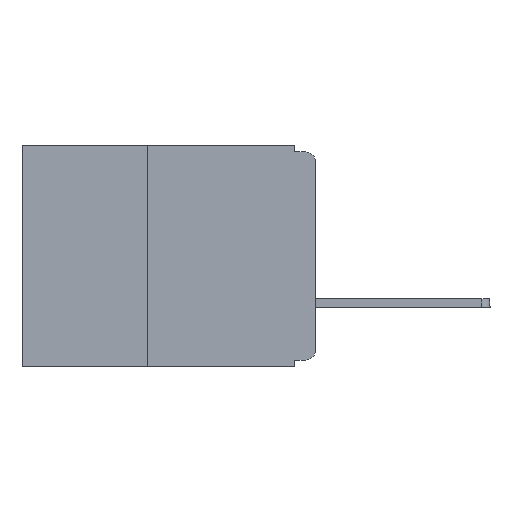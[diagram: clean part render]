
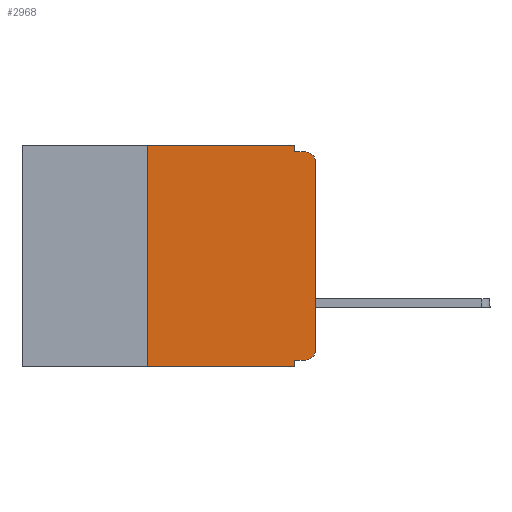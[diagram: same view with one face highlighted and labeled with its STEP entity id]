
A CAD part, left-side view. The second image highlights one B-rep face of the part: STEP entity #2968.
In plain terms, the highlighted planar face has unit normal (-1, 0, 0).
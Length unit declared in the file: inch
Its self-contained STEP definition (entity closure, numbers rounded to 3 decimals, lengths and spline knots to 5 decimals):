
#8 = VECTOR ( 'NONE', #15673, 39.37008 ) ;
#84 = LINE ( 'NONE', #7744, #8 ) ;
#159 = EDGE_CURVE ( 'NONE', #5468, #3754, #1622, .T. ) ;
#211 = VERTEX_POINT ( 'NONE', #12294 ) ;
#534 = CARTESIAN_POINT ( 'NONE',  ( 0., 0., -0.32 ) ) ;
#695 = DIRECTION ( 'NONE',  ( 0., 0., -1. ) ) ;
#750 = CARTESIAN_POINT ( 'NONE',  ( 0., 0.031, 0. ) ) ;
#1246 = EDGE_CURVE ( 'NONE', #211, #15768, #5600, .T. ) ;
#1267 = DIRECTION ( 'NONE',  ( 0., -1., 0. ) ) ;
#1430 = CARTESIAN_POINT ( 'NONE',  ( 0., 0.437, 0. ) ) ;
#1432 = EDGE_CURVE ( 'NONE', #8883, #5195, #4186, .T. ) ;
#1622 = CIRCLE ( 'NONE', #16411, 0.015 ) ;
#1708 = DIRECTION ( 'NONE',  ( 0., -1., 0. ) ) ;
#1933 = CARTESIAN_POINT ( 'NONE',  ( 0., 0.437, -0.33 ) ) ;
#1947 = DIRECTION ( 'NONE',  ( 0., 1., 0. ) ) ;
#2229 = EDGE_LOOP ( 'NONE', ( #2235, #9211, #9821, #10486, #11012, #11785, #5354, #5968, #13003, #13413 ) ) ;
#2235 = ORIENTED_EDGE ( 'NONE', *, *, #16824, .T. ) ;
#2624 = EDGE_CURVE ( 'NONE', #8883, #16935, #16603, .T. ) ;
#2748 = EDGE_CURVE ( 'NONE', #211, #16182, #16107, .T. ) ;
#2968 = ADVANCED_FACE ( 'NONE', ( #15453 ), #3837, .F. ) ;
#3657 = DIRECTION ( 'NONE',  ( 0., 0., -1. ) ) ;
#3679 = DIRECTION ( 'NONE',  ( 1., 0., 0. ) ) ;
#3754 = VERTEX_POINT ( 'NONE', #7378 ) ;
#3756 = CARTESIAN_POINT ( 'NONE',  ( 0., 0.437, 0. ) ) ;
#3805 = VERTEX_POINT ( 'NONE', #4205 ) ;
#3837 = PLANE ( 'NONE',  #7524 ) ;
#4163 = VECTOR ( 'NONE', #15147, 39.37008 ) ;
#4177 = EDGE_CURVE ( 'NONE', #16182, #16935, #11683, .T. ) ;
#4186 = LINE ( 'NONE', #17969, #4163 ) ;
#4196 = CARTESIAN_POINT ( 'NONE',  ( 0., 0.031, -0.33 ) ) ;
#4205 = CARTESIAN_POINT ( 'NONE',  ( 0., 0.031, 0. ) ) ;
#4627 = CARTESIAN_POINT ( 'NONE',  ( 0., 0.031, -0.32 ) ) ;
#5195 = VERTEX_POINT ( 'NONE', #13889 ) ;
#5354 = ORIENTED_EDGE ( 'NONE', *, *, #2624, .T. ) ;
#5468 = VERTEX_POINT ( 'NONE', #17645 ) ;
#5600 = CIRCLE ( 'NONE', #13965, 0.015 ) ;
#5968 = ORIENTED_EDGE ( 'NONE', *, *, #4177, .F. ) ;
#6178 = VERTEX_POINT ( 'NONE', #12691 ) ;
#6240 = VECTOR ( 'NONE', #695, 39.37008 ) ;
#6501 = LINE ( 'NONE', #750, #6240 ) ;
#6831 = CARTESIAN_POINT ( 'NONE',  ( 0., 0.031, -0.33 ) ) ;
#7057 = DIRECTION ( 'NONE',  ( 0., 0., -1. ) ) ;
#7378 = CARTESIAN_POINT ( 'NONE',  ( 0., 0.015, -0.01 ) ) ;
#7524 = AXIS2_PLACEMENT_3D ( 'NONE', #3756, #3679, #3657 ) ;
#7744 = CARTESIAN_POINT ( 'NONE',  ( 0., 0., 0. ) ) ;
#8883 = VERTEX_POINT ( 'NONE', #12909 ) ;
#9211 = ORIENTED_EDGE ( 'NONE', *, *, #159, .T. ) ;
#9821 = ORIENTED_EDGE ( 'NONE', *, *, #17451, .F. ) ;
#10486 = ORIENTED_EDGE ( 'NONE', *, *, #18232, .F. ) ;
#10677 = CARTESIAN_POINT ( 'NONE',  ( 0., 0., -0.01 ) ) ;
#10780 = CARTESIAN_POINT ( 'NONE',  ( 0., 0.015, -0.025 ) ) ;
#11012 = ORIENTED_EDGE ( 'NONE', *, *, #17071, .F. ) ;
#11198 = DIRECTION ( 'NONE',  ( -1., 0., 0. ) ) ;
#11380 = CARTESIAN_POINT ( 'NONE',  ( 0., 0., -0.305 ) ) ;
#11498 = DIRECTION ( 'NONE',  ( 0., 0., -1. ) ) ;
#11624 = VECTOR ( 'NONE', #7057, 39.37008 ) ;
#11683 = LINE ( 'NONE', #6831, #11624 ) ;
#11785 = ORIENTED_EDGE ( 'NONE', *, *, #1432, .F. ) ;
#12011 = DIRECTION ( 'NONE',  ( 0., -1., 0. ) ) ;
#12294 = CARTESIAN_POINT ( 'NONE',  ( 0., 0.015, -0.32 ) ) ;
#12691 = CARTESIAN_POINT ( 'NONE',  ( 0., 0.031, -0.01 ) ) ;
#12909 = CARTESIAN_POINT ( 'NONE',  ( 0., 0.25, -0.33 ) ) ;
#13003 = ORIENTED_EDGE ( 'NONE', *, *, #2748, .F. ) ;
#13413 = ORIENTED_EDGE ( 'NONE', *, *, #1246, .T. ) ;
#13500 = VECTOR ( 'NONE', #1267, 39.37008 ) ;
#13889 = CARTESIAN_POINT ( 'NONE',  ( 0., 0.25, 0. ) ) ;
#13965 = AXIS2_PLACEMENT_3D ( 'NONE', #15910, #15610, #15583 ) ;
#15147 = DIRECTION ( 'NONE',  ( 0., 0., 1. ) ) ;
#15453 = FACE_OUTER_BOUND ( 'NONE', #2229, .T. ) ;
#15537 = VECTOR ( 'NONE', #12011, 39.37008 ) ;
#15583 = DIRECTION ( 'NONE',  ( 0., 0., -1. ) ) ;
#15610 = DIRECTION ( 'NONE',  ( -1., 0., 0. ) ) ;
#15673 = DIRECTION ( 'NONE',  ( 0., 0., 1. ) ) ;
#15768 = VERTEX_POINT ( 'NONE', #11380 ) ;
#15892 = LINE ( 'NONE', #10677, #15537 ) ;
#15910 = CARTESIAN_POINT ( 'NONE',  ( 0., 0.015, -0.305 ) ) ;
#16107 = LINE ( 'NONE', #534, #16125 ) ;
#16125 = VECTOR ( 'NONE', #1947, 39.37008 ) ;
#16182 = VERTEX_POINT ( 'NONE', #4627 ) ;
#16411 = AXIS2_PLACEMENT_3D ( 'NONE', #10780, #11198, #11498 ) ;
#16487 = VECTOR ( 'NONE', #1708, 39.37008 ) ;
#16603 = LINE ( 'NONE', #1933, #16487 ) ;
#16824 = EDGE_CURVE ( 'NONE', #15768, #5468, #84, .T. ) ;
#16935 = VERTEX_POINT ( 'NONE', #4196 ) ;
#17071 = EDGE_CURVE ( 'NONE', #5195, #3805, #17522, .T. ) ;
#17451 = EDGE_CURVE ( 'NONE', #6178, #3754, #15892, .T. ) ;
#17522 = LINE ( 'NONE', #1430, #13500 ) ;
#17645 = CARTESIAN_POINT ( 'NONE',  ( 0., 0., -0.025 ) ) ;
#17969 = CARTESIAN_POINT ( 'NONE',  ( 0., 0.25, -0.33 ) ) ;
#18232 = EDGE_CURVE ( 'NONE', #3805, #6178, #6501, .T. ) ;
